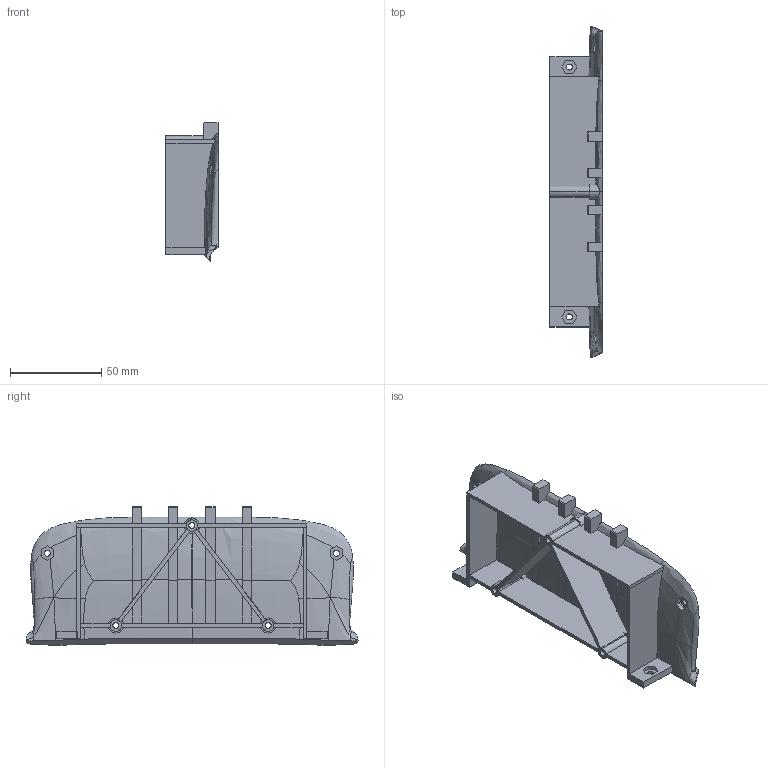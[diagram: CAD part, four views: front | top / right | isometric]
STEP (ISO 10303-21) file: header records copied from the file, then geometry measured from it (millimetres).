
FILE_DESCRIPTION(/* description */ (''),/* implementation_level */ '2;1');
FILE_NAME(/* name */ '胸腔提手里侧',/* time_stamp */ '2025-05-16T17:52:10+08:00',/* author */ (''),/* organization */ (''),/* preprocessor_version */ 'ST-DEVELOPER v19.2',/* originating_system */ 'Rhino 8.17',/* authorisation */ '');
FILE_SCHEMA (('CONFIG_CONTROL_DESIGN'));
Length unit declared in the file: centimetre
Products named in the file (1): Document
Bounding box: 28.56 x 181.91 x 75.83 mm (x, y, z)
Volume: 60907.1 mm3; surface area: 62191.1 mm2
Topology: 33 solids, 33 shells, 368 faces, 898 edges, 584 vertices
Faces by surface type: plane 207, bspline 105, cylinder 56
Entity records: 26794 total; most frequent: CARTESIAN_POINT 20297, ORIENTED_EDGE 1796, EDGE_CURVE 898, B_SPLINE_CURVE_WITH_KNOTS 768, VERTEX_POINT 584, EDGE_LOOP 388, DIRECTION 371, ADVANCED_FACE 368
